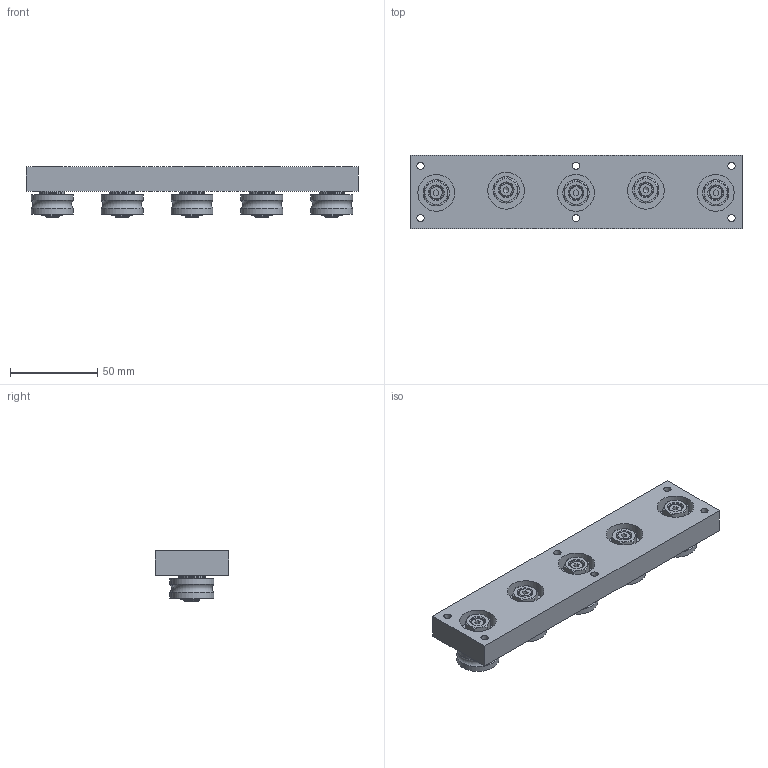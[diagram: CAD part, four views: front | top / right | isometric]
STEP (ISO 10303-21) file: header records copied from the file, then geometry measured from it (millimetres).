
FILE_DESCRIPTION(/* description */ ('GR. CARRELLO COMPL.PER IL42 190X42 5ROT.'),/* implementation_level */ '2;1');
FILE_NAME(/* name */ 'GCARO0000066.stp',/* time_stamp */ '2022-07-28T14:30:05+02:00',/* author */ ('tecnico3.vi'),/* organization */ (''),/* preprocessor_version */ 'ST-DEVELOPER v18.1',/* originating_system */ 'Autodesk Inventor 2022',/* authorisation */ '');
FILE_SCHEMA (('AUTOMOTIVE_DESIGN { 1 0 10303 214 3 1 1 }'));
Length unit declared in the file: millimetre
Products named in the file (10): 60CA00100-A; DPSCA0000299; 23.524.00C; 70PE00126-A; 23.524.00E; 70PE00127-A; CRUGC0000020; 80AER0006-A; 80MTZ0004-A; CDDDE0000044 (NASCOSTO)
Assembly tree (16 placements, depth 3):
  60CA00100-A
    DPSCA0000299
    23.524.00C  x3
      70PE00126-A
      CRUGC0000020
      80AER0006-A
      80MTZ0004-A
      CDDDE0000044 (NASCOSTO)
    23.524.00E  x2
      70PE00127-A
      CRUGC0000020
      80AER0006-A
      80MTZ0004-A
      CDDDE0000044 (NASCOSTO)
Bounding box: 190 x 42 x 28.8 mm (x, y, z)
Volume: 127002.7 mm3; surface area: 47255.8 mm2
Topology: 26 solids, 26 shells, 462 faces, 1010 edges, 640 vertices
Faces by surface type: plane 186, cylinder 166, cone 105, torus 5
Full cylindrical faces by diameter (mm): 4 x5, 4.134 x6, 6 x5, 8 x30, 8.2 x5, 12 x10, 14 x5, 15 x5, 19 x10, 21 x5, 24 x10
Entity records: 4286 total; most frequent: DIRECTION 736, CARTESIAN_POINT 701, ORIENTED_EDGE 594, AXIS2_PLACEMENT_3D 299, EDGE_CURVE 297, VERTEX_POINT 192, EDGE_LOOP 185, FACE_OUTER_BOUND 138
